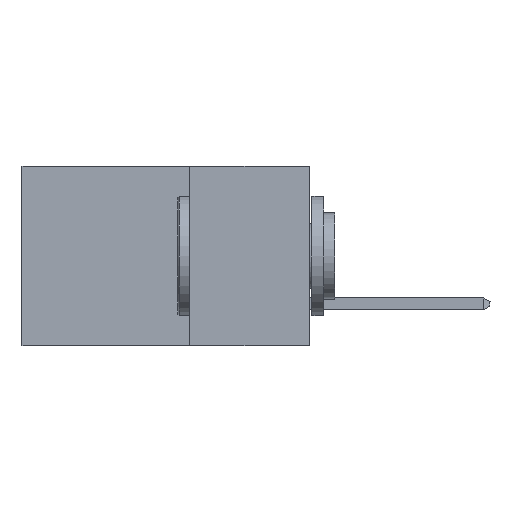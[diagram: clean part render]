
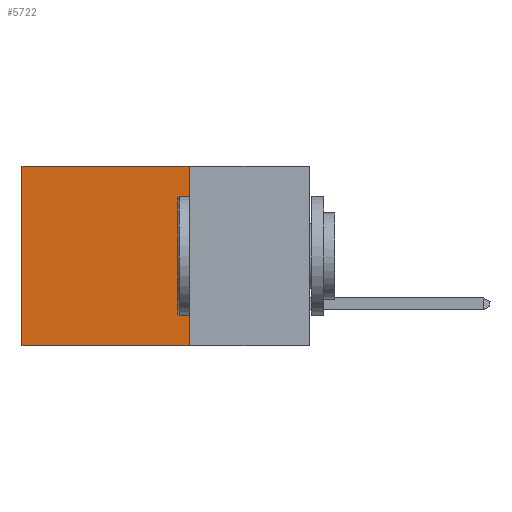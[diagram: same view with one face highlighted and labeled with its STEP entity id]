
A CAD part, left-side view. The second image highlights one B-rep face of the part: STEP entity #5722.
In plain terms, the highlighted planar face has unit normal (-1, 0, 0).
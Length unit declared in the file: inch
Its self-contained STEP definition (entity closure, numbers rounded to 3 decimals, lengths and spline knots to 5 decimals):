
#184 = CARTESIAN_POINT ( 'NONE',  ( 0.2875, 0.25, -0.375 ) ) ;
#255 = LINE ( 'NONE', #18223, #9270 ) ;
#593 = ORIENTED_EDGE ( 'NONE', *, *, #11298, .T. ) ;
#873 = VERTEX_POINT ( 'NONE', #12474 ) ;
#1438 = EDGE_CURVE ( 'NONE', #873, #8104, #5368, .T. ) ;
#1635 = DIRECTION ( 'NONE',  ( 0., 0., -1. ) ) ;
#1762 = CARTESIAN_POINT ( 'NONE',  ( 0.2875, 0.25, -0.375 ) ) ;
#2917 = CARTESIAN_POINT ( 'NONE',  ( 0.2875, 0.6, 0. ) ) ;
#4964 = EDGE_CURVE ( 'NONE', #873, #10974, #255, .T. ) ;
#5368 = LINE ( 'NONE', #6699, #14609 ) ;
#5462 = ORIENTED_EDGE ( 'NONE', *, *, #1438, .T. ) ;
#5722 = ADVANCED_FACE ( 'NONE', ( #6070 ), #5770, .F. ) ;
#5770 = PLANE ( 'NONE',  #18531 ) ;
#6070 = FACE_OUTER_BOUND ( 'NONE', #18599, .T. ) ;
#6699 = CARTESIAN_POINT ( 'NONE',  ( 0.2875, 0.25, 0. ) ) ;
#7224 = DIRECTION ( 'NONE',  ( 0., 1., 0. ) ) ;
#7759 = CARTESIAN_POINT ( 'NONE',  ( 0.2875, 0.6, -0.375 ) ) ;
#8104 = VERTEX_POINT ( 'NONE', #2917 ) ;
#8225 = ORIENTED_EDGE ( 'NONE', *, *, #4964, .F. ) ;
#8229 = VECTOR ( 'NONE', #7224, 39.37008 ) ;
#9270 = VECTOR ( 'NONE', #12297, 39.37008 ) ;
#9324 = VECTOR ( 'NONE', #12570, 39.37008 ) ;
#9487 = ORIENTED_EDGE ( 'NONE', *, *, #16039, .F. ) ;
#10160 = CARTESIAN_POINT ( 'NONE',  ( 0.2875, 0.25, -0.375 ) ) ;
#10974 = VERTEX_POINT ( 'NONE', #184 ) ;
#11066 = DIRECTION ( 'NONE',  ( 0., 1., 0. ) ) ;
#11298 = EDGE_CURVE ( 'NONE', #8104, #12478, #17442, .T. ) ;
#12297 = DIRECTION ( 'NONE',  ( 0., 0., -1. ) ) ;
#12474 = CARTESIAN_POINT ( 'NONE',  ( 0.2875, 0.25, 0. ) ) ;
#12478 = VERTEX_POINT ( 'NONE', #7759 ) ;
#12570 = DIRECTION ( 'NONE',  ( 0., 0., -1. ) ) ;
#14039 = CARTESIAN_POINT ( 'NONE',  ( 0.2875, 0.6, -0.375 ) ) ;
#14544 = DIRECTION ( 'NONE',  ( 1., 0., 0. ) ) ;
#14609 = VECTOR ( 'NONE', #11066, 39.37008 ) ;
#16039 = EDGE_CURVE ( 'NONE', #10974, #12478, #18139, .T. ) ;
#17442 = LINE ( 'NONE', #14039, #9324 ) ;
#18139 = LINE ( 'NONE', #10160, #8229 ) ;
#18223 = CARTESIAN_POINT ( 'NONE',  ( 0.2875, 0.25, -0.375 ) ) ;
#18531 = AXIS2_PLACEMENT_3D ( 'NONE', #1762, #14544, #1635 ) ;
#18599 = EDGE_LOOP ( 'NONE', ( #593, #9487, #8225, #5462 ) ) ;
